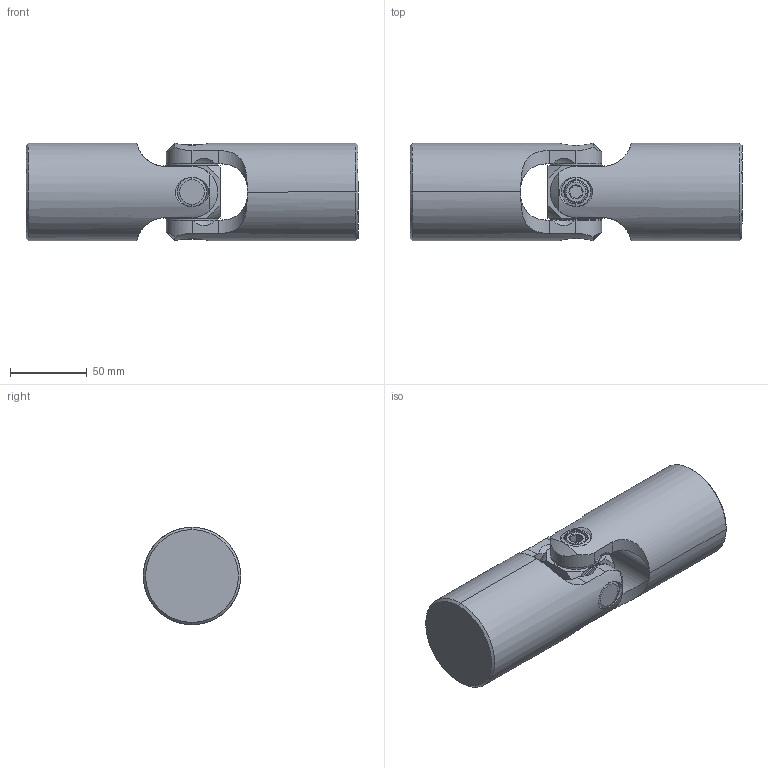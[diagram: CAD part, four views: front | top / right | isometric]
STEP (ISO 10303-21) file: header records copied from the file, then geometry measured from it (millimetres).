
FILE_DESCRIPTION (( 'STEP AP214' ), '1' );
FILE_NAME ('UJ-SS2500-316.STEP', '2018-06-12T17:50:19', ( 'rick' ), ( 'Hewlett-Packard Company' ), 'SwSTEP 2.0', 'SolidWorks 2017', '' );
FILE_SCHEMA (( 'AUTOMOTIVE_DESIGN' ));
Length unit declared in the file: inch
Products named in the file (7): SSY2500_SSY2500-316L; UJ-SS2500-316; 92185A-375-24-2_92185A-375-24-2; SS-CS2500-5A_SS-CS2500-5A-316L; SS-CS2500-4A_SS-CS2500-4A-316L; SS-CS2500-3A_SS-CS2500-3A-316L; SS-CS2500-2B_SS-CS2500-2B-316L
Assembly tree (7 placements, depth 2):
  UJ-SS2500-316
    SSY2500_SSY2500-316L  x2
    SS-CS2500-2B_SS-CS2500-2B-316L
    SS-CS2500-3A_SS-CS2500-3A-316L
    SS-CS2500-4A_SS-CS2500-4A-316L
    SS-CS2500-5A_SS-CS2500-5A-316L
    92185A-375-24-2_92185A-375-24-2
Bounding box: 215.9 x 63.37 x 63.37 mm (x, y, z)
Volume: 587761.1 mm3; surface area: 79531.6 mm2
Topology: 7 solids, 7 shells, 418 faces, 1130 edges, 734 vertices
Faces by surface type: cylinder 267, plane 80, cone 61, sphere 8, bspline 2
Entity records: 17307 total; most frequent: CARTESIAN_POINT 8562, ORIENTED_EDGE 2044, DIRECTION 1510, EDGE_CURVE 1022, VERTEX_POINT 664, AXIS2_PLACEMENT_3D 563, EDGE_LOOP 402, LINE 384
